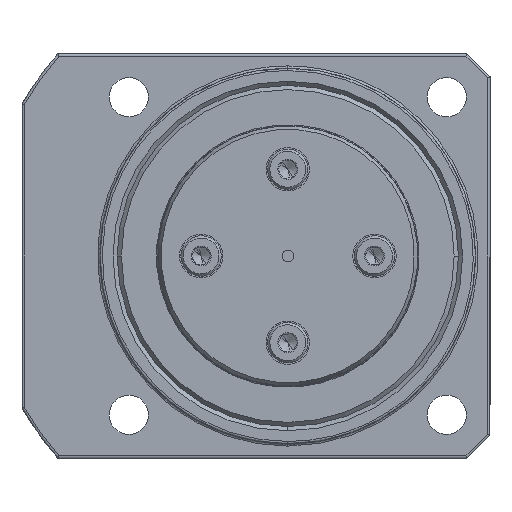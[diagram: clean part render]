
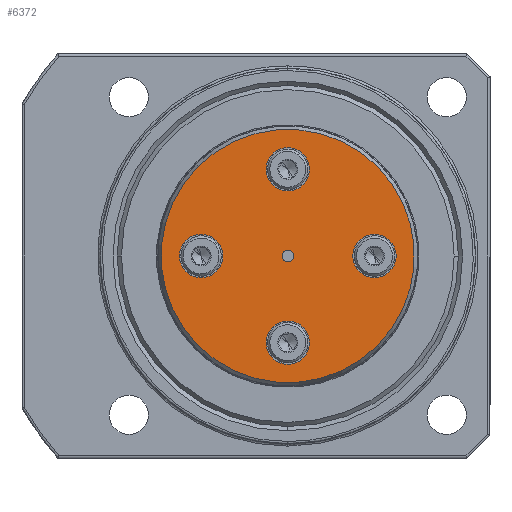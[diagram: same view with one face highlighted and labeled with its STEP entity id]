
A CAD part, front view. The second image highlights one B-rep face of the part: STEP entity #6372.
In plain terms, the highlighted planar face has unit normal (0, -1, 0).
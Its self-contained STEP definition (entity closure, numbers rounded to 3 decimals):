
#110 = EDGE_CURVE ( 'NONE', #11289, #11304, #5995, .T. ) ;
#114 = EDGE_CURVE ( 'NONE', #11287, #11303, #5987, .T. ) ;
#118 = EDGE_CURVE ( 'NONE', #11290, #11297, #5981, .T. ) ;
#122 = EDGE_CURVE ( 'NONE', #11274, #11283, #5975, .T. ) ;
#126 = EDGE_CURVE ( 'NONE', #11276, #11277, #5969, .T. ) ;
#132 = EDGE_CURVE ( 'NONE', #11263, #11267, #5959, .T. ) ;
#203 = EDGE_CURVE ( 'NONE', #11267, #11263, #5868, .T. ) ;
#204 = EDGE_CURVE ( 'NONE', #11277, #11276, #5870, .T. ) ;
#205 = EDGE_CURVE ( 'NONE', #11283, #11274, #5866, .T. ) ;
#206 = EDGE_CURVE ( 'NONE', #11297, #11290, #5865, .T. ) ;
#207 = EDGE_CURVE ( 'NONE', #11303, #11287, #5864, .T. ) ;
#208 = EDGE_CURVE ( 'NONE', #11304, #11289, #5863, .T. ) ;
#311 = AXIS2_PLACEMENT_3D ( 'NONE', #10089, #9923, #9922 ) ;
#313 = AXIS2_PLACEMENT_3D ( 'NONE', #10026, #9996, #10106 ) ;
#315 = AXIS2_PLACEMENT_3D ( 'NONE', #9977, #10028, #10111 ) ;
#317 = AXIS2_PLACEMENT_3D ( 'NONE', #9986, #10057, #10067 ) ;
#319 = AXIS2_PLACEMENT_3D ( 'NONE', #10058, #10072, #9847 ) ;
#322 = AXIS2_PLACEMENT_3D ( 'NONE', #10097, #10050, #10001 ) ;
#358 = AXIS2_PLACEMENT_3D ( 'NONE', #15138, #15137, #15135 ) ;
#359 = AXIS2_PLACEMENT_3D ( 'NONE', #15133, #15132, #15131 ) ;
#360 = AXIS2_PLACEMENT_3D ( 'NONE', #15128, #15127, #15125 ) ;
#361 = AXIS2_PLACEMENT_3D ( 'NONE', #15123, #15122, #15121 ) ;
#362 = AXIS2_PLACEMENT_3D ( 'NONE', #15119, #15118, #15116 ) ;
#363 = AXIS2_PLACEMENT_3D ( 'NONE', #15115, #15114, #15113 ) ;
#1468 = FACE_BOUND ( 'NONE', #6947, .T. ) ;
#1473 = FACE_BOUND ( 'NONE', #7012, .T. ) ;
#1660 = FACE_BOUND ( 'NONE', #6935, .T. ) ;
#1715 = FACE_BOUND ( 'NONE', #6936, .T. ) ;
#1716 = FACE_OUTER_BOUND ( 'NONE', #7021, .T. ) ;
#1717 = FACE_BOUND ( 'NONE', #6945, .T. ) ;
#5863 = CIRCLE ( 'NONE', #363, 1. ) ;
#5864 = CIRCLE ( 'NONE', #362, 3.75 ) ;
#5865 = CIRCLE ( 'NONE', #361, 3.75 ) ;
#5866 = CIRCLE ( 'NONE', #360, 3.75 ) ;
#5868 = CIRCLE ( 'NONE', #358, 21.923 ) ;
#5870 = CIRCLE ( 'NONE', #359, 3.75 ) ;
#5959 = CIRCLE ( 'NONE', #322, 21.923 ) ;
#5969 = CIRCLE ( 'NONE', #319, 3.75 ) ;
#5975 = CIRCLE ( 'NONE', #317, 3.75 ) ;
#5981 = CIRCLE ( 'NONE', #315, 3.75 ) ;
#5987 = CIRCLE ( 'NONE', #313, 3.75 ) ;
#5995 = CIRCLE ( 'NONE', #311, 1. ) ;
#6372 = ADVANCED_FACE ( 'NONE', ( #1716, #1468, #1473, #1717, #1660, #1715 ), #10555, .T. ) ;
#6935 = EDGE_LOOP ( 'NONE', ( #11369, #11243 ) ) ;
#6936 = EDGE_LOOP ( 'NONE', ( #11236, #11238 ) ) ;
#6945 = EDGE_LOOP ( 'NONE', ( #11350, #11351 ) ) ;
#6947 = EDGE_LOOP ( 'NONE', ( #11327, #11332 ) ) ;
#7012 = EDGE_LOOP ( 'NONE', ( #11333, #11345 ) ) ;
#7021 = EDGE_LOOP ( 'NONE', ( #11313, #11314 ) ) ;
#8921 = CARTESIAN_POINT ( 'NONE',  ( 0., 0., -21.923 ) ) ;
#8929 = CARTESIAN_POINT ( 'NONE',  ( 0., 0., 21.923 ) ) ;
#8934 = CARTESIAN_POINT ( 'NONE',  ( -10.607, 0., 6.857 ) ) ;
#8936 = CARTESIAN_POINT ( 'NONE',  ( -10.607, 0., -14.357 ) ) ;
#8937 = CARTESIAN_POINT ( 'NONE',  ( -10.607, 0., -6.857 ) ) ;
#8939 = CARTESIAN_POINT ( 'NONE',  ( 10.607, 0., -14.357 ) ) ;
#8942 = CARTESIAN_POINT ( 'NONE',  ( -10.607, 0., 14.357 ) ) ;
#8945 = CARTESIAN_POINT ( 'NONE',  ( 0., 0., -1. ) ) ;
#8946 = CARTESIAN_POINT ( 'NONE',  ( 10.607, 0., 6.857 ) ) ;
#8952 = CARTESIAN_POINT ( 'NONE',  ( 10.607, 0., 14.357 ) ) ;
#8958 = CARTESIAN_POINT ( 'NONE',  ( 10.607, 0., -6.857 ) ) ;
#8959 = CARTESIAN_POINT ( 'NONE',  ( 0., 0., 1. ) ) ;
#9847 = DIRECTION ( 'NONE',  ( 0., 0., -1. ) ) ;
#9922 = DIRECTION ( 'NONE',  ( 0., 0., -1. ) ) ;
#9923 = DIRECTION ( 'NONE',  ( 0., 1., 0. ) ) ;
#9977 = CARTESIAN_POINT ( 'NONE',  ( 10.607, 0., 10.607 ) ) ;
#9986 = CARTESIAN_POINT ( 'NONE',  ( -10.607, 0., 10.607 ) ) ;
#9996 = DIRECTION ( 'NONE',  ( 0., 1., 0. ) ) ;
#10001 = DIRECTION ( 'NONE',  ( 0., 0., 1. ) ) ;
#10026 = CARTESIAN_POINT ( 'NONE',  ( 10.607, 0., -10.607 ) ) ;
#10028 = DIRECTION ( 'NONE',  ( 0., 1., 0. ) ) ;
#10050 = DIRECTION ( 'NONE',  ( 0., -1., 0. ) ) ;
#10057 = DIRECTION ( 'NONE',  ( 0., 1., 0. ) ) ;
#10058 = CARTESIAN_POINT ( 'NONE',  ( -10.607, 0., -10.607 ) ) ;
#10067 = DIRECTION ( 'NONE',  ( 0., 0., -1. ) ) ;
#10072 = DIRECTION ( 'NONE',  ( 0., 1., 0. ) ) ;
#10089 = CARTESIAN_POINT ( 'NONE',  ( 0., 0., 0. ) ) ;
#10097 = CARTESIAN_POINT ( 'NONE',  ( 0., 0., 0. ) ) ;
#10106 = DIRECTION ( 'NONE',  ( 0., 0., -1. ) ) ;
#10111 = DIRECTION ( 'NONE',  ( 0., 0., -1. ) ) ;
#10554 = DIRECTION ( 'NONE',  ( 0., -1., 0. ) ) ;
#10555 = PLANE ( 'NONE',  #15462 ) ;
#10571 = CARTESIAN_POINT ( 'NONE',  ( -21.923, 0., 0. ) ) ;
#10573 = DIRECTION ( 'NONE',  ( 0., 0., -1. ) ) ;
#11236 = ORIENTED_EDGE ( 'NONE', *, *, #110, .T. ) ;
#11238 = ORIENTED_EDGE ( 'NONE', *, *, #208, .T. ) ;
#11243 = ORIENTED_EDGE ( 'NONE', *, *, #207, .T. ) ;
#11263 = VERTEX_POINT ( 'NONE', #8921 ) ;
#11267 = VERTEX_POINT ( 'NONE', #8929 ) ;
#11274 = VERTEX_POINT ( 'NONE', #8934 ) ;
#11276 = VERTEX_POINT ( 'NONE', #8936 ) ;
#11277 = VERTEX_POINT ( 'NONE', #8937 ) ;
#11283 = VERTEX_POINT ( 'NONE', #8942 ) ;
#11287 = VERTEX_POINT ( 'NONE', #8939 ) ;
#11289 = VERTEX_POINT ( 'NONE', #8945 ) ;
#11290 = VERTEX_POINT ( 'NONE', #8946 ) ;
#11297 = VERTEX_POINT ( 'NONE', #8952 ) ;
#11303 = VERTEX_POINT ( 'NONE', #8958 ) ;
#11304 = VERTEX_POINT ( 'NONE', #8959 ) ;
#11313 = ORIENTED_EDGE ( 'NONE', *, *, #203, .T. ) ;
#11314 = ORIENTED_EDGE ( 'NONE', *, *, #132, .T. ) ;
#11327 = ORIENTED_EDGE ( 'NONE', *, *, #126, .T. ) ;
#11332 = ORIENTED_EDGE ( 'NONE', *, *, #204, .T. ) ;
#11333 = ORIENTED_EDGE ( 'NONE', *, *, #122, .T. ) ;
#11345 = ORIENTED_EDGE ( 'NONE', *, *, #205, .T. ) ;
#11350 = ORIENTED_EDGE ( 'NONE', *, *, #118, .T. ) ;
#11351 = ORIENTED_EDGE ( 'NONE', *, *, #206, .T. ) ;
#11369 = ORIENTED_EDGE ( 'NONE', *, *, #114, .T. ) ;
#15113 = DIRECTION ( 'NONE',  ( 0., 0., -1. ) ) ;
#15114 = DIRECTION ( 'NONE',  ( 0., 1., 0. ) ) ;
#15115 = CARTESIAN_POINT ( 'NONE',  ( 0., 0., 0. ) ) ;
#15116 = DIRECTION ( 'NONE',  ( 0., 0., -1. ) ) ;
#15118 = DIRECTION ( 'NONE',  ( 0., 1., 0. ) ) ;
#15119 = CARTESIAN_POINT ( 'NONE',  ( 10.607, 0., -10.607 ) ) ;
#15121 = DIRECTION ( 'NONE',  ( 0., 0., -1. ) ) ;
#15122 = DIRECTION ( 'NONE',  ( 0., 1., 0. ) ) ;
#15123 = CARTESIAN_POINT ( 'NONE',  ( 10.607, 0., 10.607 ) ) ;
#15125 = DIRECTION ( 'NONE',  ( 0., 0., -1. ) ) ;
#15127 = DIRECTION ( 'NONE',  ( 0., 1., 0. ) ) ;
#15128 = CARTESIAN_POINT ( 'NONE',  ( -10.607, 0., 10.607 ) ) ;
#15131 = DIRECTION ( 'NONE',  ( 0., 0., -1. ) ) ;
#15132 = DIRECTION ( 'NONE',  ( 0., 1., 0. ) ) ;
#15133 = CARTESIAN_POINT ( 'NONE',  ( -10.607, 0., -10.607 ) ) ;
#15135 = DIRECTION ( 'NONE',  ( 0., 0., 1. ) ) ;
#15137 = DIRECTION ( 'NONE',  ( 0., -1., 0. ) ) ;
#15138 = CARTESIAN_POINT ( 'NONE',  ( 0., 0., 0. ) ) ;
#15462 = AXIS2_PLACEMENT_3D ( 'NONE', #10571, #10554, #10573 ) ;
